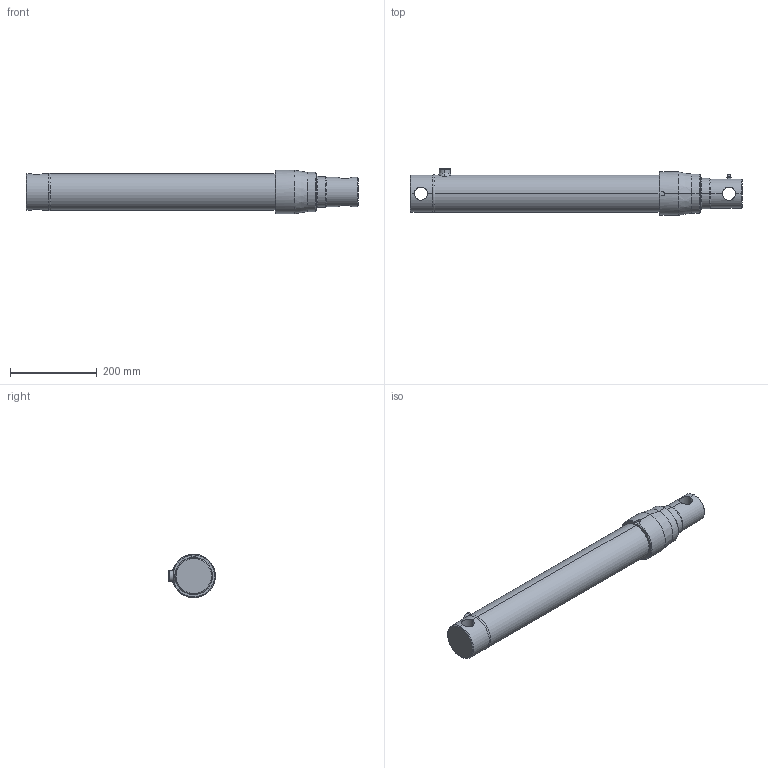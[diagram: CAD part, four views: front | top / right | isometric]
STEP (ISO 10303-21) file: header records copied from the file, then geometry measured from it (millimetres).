
FILE_DESCRIPTION (( 'STEP AP203' ), '1' );
FILE_NAME ('670.5.STEP', '2014-03-26T07:09:05', ( '' ), ( '' ), 'SwSTEP 2.0', 'SolidWorks 2013', '' );
FILE_SCHEMA (( 'CONFIG_CONTROL_DESIGN' ));
Length unit declared in the file: millimetre
Products named in the file (1): 670.5
Bounding box: 764 x 107.72 x 100 mm (x, y, z)
Surface area: 354665.7 mm2 (no closed solid volume)
Topology: 0 solids, 11 shells, 80 faces, 215 edges, 143 vertices
Faces by surface type: cylinder 26, cone 22, plane 20, torus 10, sphere 2
Entity records: 3300 total; most frequent: CARTESIAN_POINT 1195, DIRECTION 463, ORIENTED_EDGE 366, EDGE_CURVE 215, AXIS2_PLACEMENT_3D 191, VERTEX_POINT 143, CIRCLE 110, EDGE_LOOP 92
